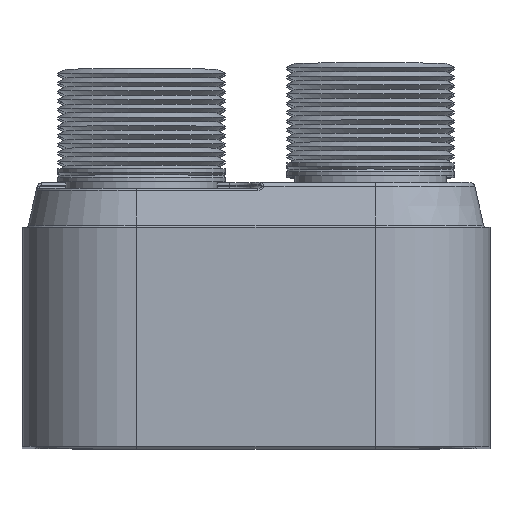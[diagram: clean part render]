
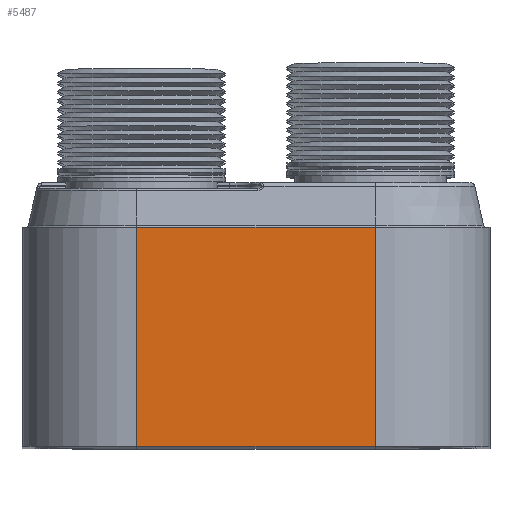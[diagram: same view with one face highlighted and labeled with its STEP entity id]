
A CAD part, top view. The second image highlights one B-rep face of the part: STEP entity #5487.
In plain terms, the highlighted planar face has unit normal (0, 0, 1).
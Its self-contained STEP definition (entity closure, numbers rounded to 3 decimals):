
#1423=DIRECTION('',(1.,0.,0.));
#1424=VECTOR('',#1423,48.);
#1425=CARTESIAN_POINT('',(-24.,44.,162.));
#1426=LINE('',#1425,#1424);
#1427=DIRECTION('',(0.,1.,0.));
#1428=VECTOR('',#1427,44.);
#1429=CARTESIAN_POINT('',(-24.,0.,162.));
#1430=LINE('',#1429,#1428);
#1436=DIRECTION('',(0.,1.,0.));
#1437=VECTOR('',#1436,44.);
#1438=CARTESIAN_POINT('',(24.,0.,162.));
#1439=LINE('',#1438,#1437);
#1479=DIRECTION('',(1.,0.,0.));
#1480=VECTOR('',#1479,48.);
#1481=CARTESIAN_POINT('',(-24.,0.,162.));
#1482=LINE('',#1481,#1480);
#2524=CARTESIAN_POINT('',(-24.,0.,162.));
#2525=VERTEX_POINT('',#2524);
#2526=CARTESIAN_POINT('',(24.,0.,162.));
#2527=VERTEX_POINT('',#2526);
#2652=CARTESIAN_POINT('',(-24.,44.,162.));
#2653=VERTEX_POINT('',#2652);
#2654=CARTESIAN_POINT('',(24.,44.,162.));
#2655=VERTEX_POINT('',#2654);
#5474=CARTESIAN_POINT('',(-24.,0.,162.));
#5475=DIRECTION('',(0.,0.,1.));
#5476=DIRECTION('',(1.,0.,0.));
#5477=AXIS2_PLACEMENT_3D('',#5474,#5475,#5476);
#5478=PLANE('',#5477);
#5479=ORIENTED_EDGE('',*,*,#4675,.T.);
#5481=ORIENTED_EDGE('',*,*,#5480,.F.);
#5483=ORIENTED_EDGE('',*,*,#5482,.F.);
#5484=ORIENTED_EDGE('',*,*,#5466,.T.);
#5485=EDGE_LOOP('',(#5479,#5481,#5483,#5484));
#5486=FACE_OUTER_BOUND('',#5485,.F.);
#5487=ADVANCED_FACE('',(#5486),#5478,.T.);
#4675=EDGE_CURVE('',#2653,#2655,#1426,.T.);
#5466=EDGE_CURVE('',#2525,#2653,#1430,.T.);
#5480=EDGE_CURVE('',#2527,#2655,#1439,.T.);
#5482=EDGE_CURVE('',#2525,#2527,#1482,.T.);
